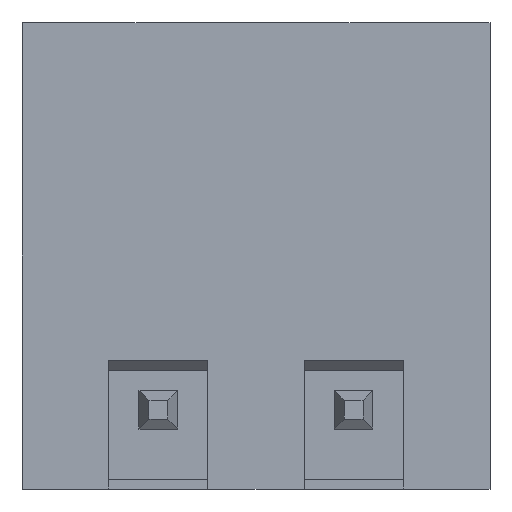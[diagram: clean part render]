
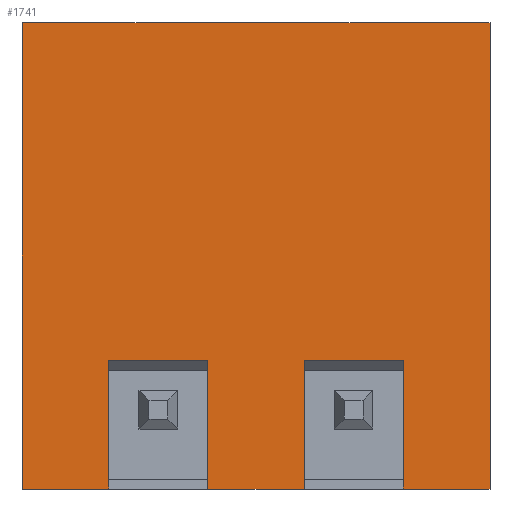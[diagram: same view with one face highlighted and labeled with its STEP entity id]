
A CAD part, front view. The second image highlights one B-rep face of the part: STEP entity #1741.
In plain terms, the highlighted planar face has unit normal (0, -1, 0).
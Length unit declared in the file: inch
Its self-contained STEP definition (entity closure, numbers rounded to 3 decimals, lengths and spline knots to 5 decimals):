
#1=DIRECTION('',(0.,0.,-1.));
#2=VECTOR('',#1,0.47);
#3=CARTESIAN_POINT('',(-0.236,0.,0.));
#4=LINE('',#3,#2);
#29=DIRECTION('',(0.,0.,1.));
#30=VECTOR('',#29,0.13);
#31=CARTESIAN_POINT('',(-0.0485,0.,-0.47));
#32=LINE('',#31,#30);
#33=DIRECTION('',(1.,0.,0.));
#34=VECTOR('',#33,0.1);
#35=CARTESIAN_POINT('',(-0.1485,0.,-0.34));
#36=LINE('',#35,#34);
#37=DIRECTION('',(0.,0.,1.));
#38=VECTOR('',#37,0.13);
#39=CARTESIAN_POINT('',(-0.1485,0.,-0.47));
#40=LINE('',#39,#38);
#41=DIRECTION('',(1.,0.,0.));
#42=VECTOR('',#41,0.472);
#43=CARTESIAN_POINT('',(-0.236,0.,0.));
#44=LINE('',#43,#42);
#45=DIRECTION('',(0.,0.,1.));
#46=VECTOR('',#45,0.13);
#47=CARTESIAN_POINT('',(0.1485,0.,-0.47));
#48=LINE('',#47,#46);
#49=DIRECTION('',(1.,0.,0.));
#50=VECTOR('',#49,0.1);
#51=CARTESIAN_POINT('',(0.0485,0.,-0.34));
#52=LINE('',#51,#50);
#53=DIRECTION('',(0.,0.,1.));
#54=VECTOR('',#53,0.13);
#55=CARTESIAN_POINT('',(0.0485,0.,-0.47));
#56=LINE('',#55,#54);
#77=DIRECTION('',(1.,0.,0.));
#78=VECTOR('',#77,0.097);
#79=CARTESIAN_POINT('',(-0.0485,0.,-0.47));
#80=LINE('',#79,#78);
#93=DIRECTION('',(1.,0.,0.));
#94=VECTOR('',#93,0.0875);
#95=CARTESIAN_POINT('',(0.1485,0.,-0.47));
#96=LINE('',#95,#94);
#97=DIRECTION('',(1.,0.,0.));
#98=VECTOR('',#97,0.0875);
#99=CARTESIAN_POINT('',(-0.236,0.,-0.47));
#100=LINE('',#99,#98);
#1171=DIRECTION('',(0.,0.,-1.));
#1172=VECTOR('',#1171,0.47);
#1173=CARTESIAN_POINT('',(0.236,0.,0.));
#1174=LINE('',#1173,#1172);
#1299=CARTESIAN_POINT('',(-0.236,0.,0.));
#1300=CARTESIAN_POINT('',(-0.236,0.,-0.47));
#1301=VERTEX_POINT('',#1299);
#1302=VERTEX_POINT('',#1300);
#1313=CARTESIAN_POINT('',(0.236,0.,0.));
#1314=CARTESIAN_POINT('',(0.236,0.,-0.47));
#1315=VERTEX_POINT('',#1313);
#1316=VERTEX_POINT('',#1314);
#1424=CARTESIAN_POINT('',(0.1485,0.,-0.47));
#1425=CARTESIAN_POINT('',(0.1485,0.,-0.34));
#1426=VERTEX_POINT('',#1424);
#1427=VERTEX_POINT('',#1425);
#1428=CARTESIAN_POINT('',(0.0485,0.,-0.47));
#1429=CARTESIAN_POINT('',(0.0485,0.,-0.34));
#1430=VERTEX_POINT('',#1428);
#1431=VERTEX_POINT('',#1429);
#1609=CARTESIAN_POINT('',(-0.0485,0.,-0.47));
#1610=CARTESIAN_POINT('',(-0.0485,0.,-0.34));
#1611=VERTEX_POINT('',#1609);
#1612=VERTEX_POINT('',#1610);
#1613=CARTESIAN_POINT('',(-0.1485,0.,-0.47));
#1614=CARTESIAN_POINT('',(-0.1485,0.,-0.34));
#1615=VERTEX_POINT('',#1613);
#1616=VERTEX_POINT('',#1614);
#1711=CARTESIAN_POINT('',(-0.236,0.,0.));
#1712=DIRECTION('',(0.,-1.,0.));
#1713=DIRECTION('',(0.,0.,-1.));
#1714=AXIS2_PLACEMENT_3D('',#1711,#1712,#1713);
#1715=PLANE('',#1714);
#1717=ORIENTED_EDGE('',*,*,#1716,.T.);
#1719=ORIENTED_EDGE('',*,*,#1718,.F.);
#1721=ORIENTED_EDGE('',*,*,#1720,.F.);
#1723=ORIENTED_EDGE('',*,*,#1722,.F.);
#1724=ORIENTED_EDGE('',*,*,#1694,.F.);
#1726=ORIENTED_EDGE('',*,*,#1725,.T.);
#1728=ORIENTED_EDGE('',*,*,#1727,.T.);
#1730=ORIENTED_EDGE('',*,*,#1729,.F.);
#1732=ORIENTED_EDGE('',*,*,#1731,.T.);
#1734=ORIENTED_EDGE('',*,*,#1733,.F.);
#1736=ORIENTED_EDGE('',*,*,#1735,.F.);
#1738=ORIENTED_EDGE('',*,*,#1737,.F.);
#1739=EDGE_LOOP('',(#1717,#1719,#1721,#1723,#1724,#1726,#1728,#1730,#1732,#1734,
#1736,#1738));
#1740=FACE_OUTER_BOUND('',#1739,.F.);
#1741=ADVANCED_FACE('',(#1740),#1715,.T.);
#1694=EDGE_CURVE('',#1301,#1302,#4,.T.);
#1716=EDGE_CURVE('',#1611,#1612,#32,.T.);
#1718=EDGE_CURVE('',#1616,#1612,#36,.T.);
#1720=EDGE_CURVE('',#1615,#1616,#40,.T.);
#1722=EDGE_CURVE('',#1302,#1615,#100,.T.);
#1725=EDGE_CURVE('',#1301,#1315,#44,.T.);
#1727=EDGE_CURVE('',#1315,#1316,#1174,.T.);
#1729=EDGE_CURVE('',#1426,#1316,#96,.T.);
#1731=EDGE_CURVE('',#1426,#1427,#48,.T.);
#1733=EDGE_CURVE('',#1431,#1427,#52,.T.);
#1735=EDGE_CURVE('',#1430,#1431,#56,.T.);
#1737=EDGE_CURVE('',#1611,#1430,#80,.T.);
